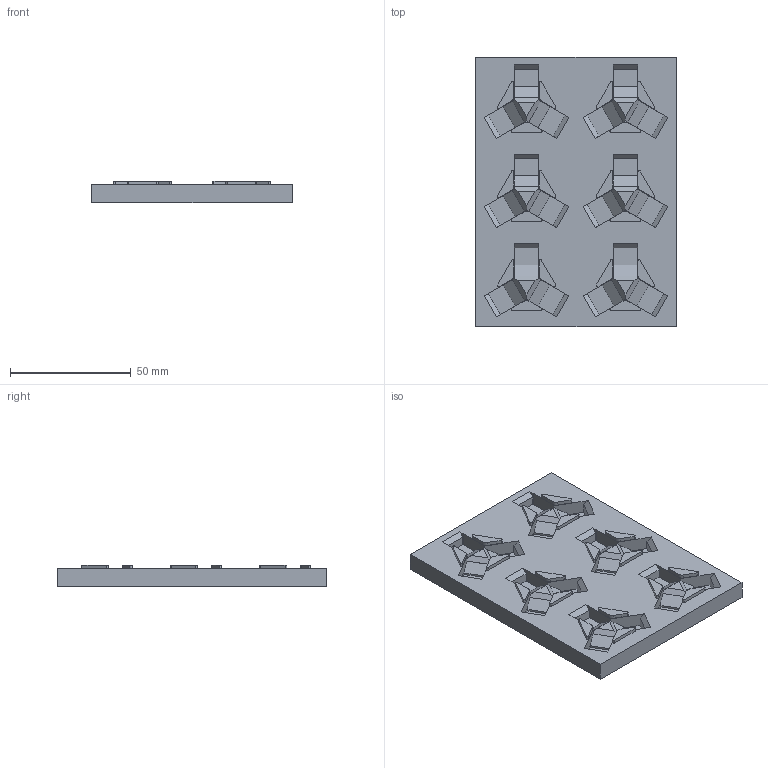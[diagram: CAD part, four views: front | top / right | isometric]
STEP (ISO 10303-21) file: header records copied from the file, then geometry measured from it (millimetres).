
FILE_DESCRIPTION(/* description */ (''),/* implementation_level */ '2;1');
FILE_NAME(/* name */ 'Soldering jig.step',/* time_stamp */ '2025-07-27T22:51:31+02:00',/* author */ (''),/* organization */ (''),/* preprocessor_version */ 'ST-DEVELOPER v20.1',/* originating_system */ 'Autodesk Translation Framework v14.10.0.0',/* authorisation */ '');
FILE_SCHEMA (('AUTOMOTIVE_DESIGN { 1 0 10303 214 3 1 1 }'));
Length unit declared in the file: millimetre
Products named in the file (3): LED-Sablona; nosilec trojni; SablonaZaLotat
Assembly tree (2 placements, depth 2):
  LED-Sablona
    nosilec trojni
    SablonaZaLotat
Bounding box: 82.99 x 111.71 x 9.1 mm (x, y, z)
Volume: 60685.6 mm3; surface area: 26202.3 mm2
Topology: 1 solids, 1 shells, 342 faces, 948 edges, 632 vertices
Faces by surface type: plane 288, cylinder 54
Entity records: 10905 total; most frequent: CARTESIAN_POINT 1927, ORIENTED_EDGE 1896, DIRECTION 1750, EDGE_CURVE 948, LINE 840, VECTOR 840, VERTEX_POINT 632, AXIS2_PLACEMENT_3D 455
